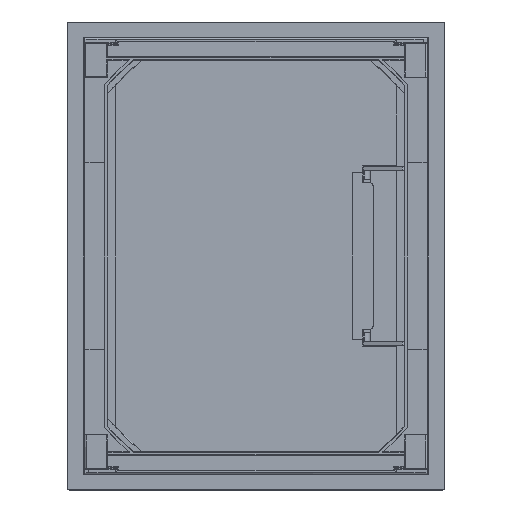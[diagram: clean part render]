
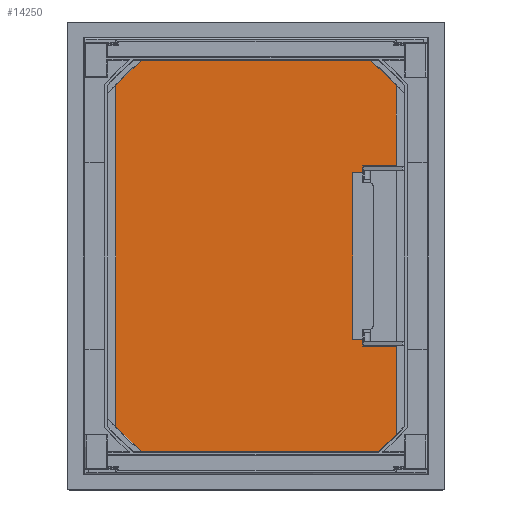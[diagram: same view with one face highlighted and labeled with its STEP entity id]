
A CAD part, front view. The second image highlights one B-rep face of the part: STEP entity #14250.
In plain terms, the highlighted planar face has unit normal (0, -1, 0).
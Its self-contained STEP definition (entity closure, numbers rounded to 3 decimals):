
#15 = LINE ( 'NONE', #9316, #11045 ) ;
#72 = CARTESIAN_POINT ( 'NONE',  ( 121.031, -11., 94.781 ) ) ;
#88 = DIRECTION ( 'NONE',  ( 0., 0., -1. ) ) ;
#104 = CARTESIAN_POINT ( 'NONE',  ( 48.25, -11., -62. ) ) ;
#174 = CARTESIAN_POINT ( 'NONE',  ( -48.25, -11., -62. ) ) ;
#178 = VERTEX_POINT ( 'NONE', #1885 ) ;
#370 = VECTOR ( 'NONE', #2580, 1000. ) ;
#436 = CARTESIAN_POINT ( 'NONE',  ( 52.25, -11., -97. ) ) ;
#618 = CARTESIAN_POINT ( 'NONE',  ( 52.25, -11., -96.316 ) ) ;
#917 = EDGE_CURVE ( 'NONE', #2122, #11595, #10549, .T. ) ;
#932 = LINE ( 'NONE', #4111, #4812 ) ;
#957 = ORIENTED_EDGE ( 'NONE', *, *, #11346, .T. ) ;
#965 = ORIENTED_EDGE ( 'NONE', *, *, #5021, .T. ) ;
#1155 =( BOUNDED_CURVE ( )  B_SPLINE_CURVE ( 3, ( #618, #14274, #5048, #6299 ),
 .UNSPECIFIED., .F., .F. ) 
 B_SPLINE_CURVE_WITH_KNOTS ( ( 4, 4 ),
 ( 4.712, 4.747 ),
 .UNSPECIFIED. ) 
 CURVE ( )  GEOMETRIC_REPRESENTATION_ITEM ( )  RATIONAL_B_SPLINE_CURVE ( ( 1., 1., 1., 1. ) ) 
 REPRESENTATION_ITEM ( '' )  );
#1180 = CARTESIAN_POINT ( 'NONE',  ( 48.25, -11., -56. ) ) ;
#1254 = EDGE_CURVE ( 'NONE', #7384, #10945, #9873, .T. ) ;
#1297 = ORIENTED_EDGE ( 'NONE', *, *, #917, .F. ) ;
#1417 = CARTESIAN_POINT ( 'NONE',  ( 121.031, -11., -96.326 ) ) ;
#1659 = DIRECTION ( 'NONE',  ( 1., 0., 0. ) ) ;
#1811 = CARTESIAN_POINT ( 'NONE',  ( -52.25, -11., -97. ) ) ;
#1885 = CARTESIAN_POINT ( 'NONE',  ( 52.25, -11., -96.326 ) ) ;
#1972 = ORIENTED_EDGE ( 'NONE', *, *, #11343, .F. ) ;
#2016 = ORIENTED_EDGE ( 'NONE', *, *, #2592, .T. ) ;
#2068 = EDGE_CURVE ( 'NONE', #10142, #9029, #13587, .T. ) ;
#2069 = PLANE ( 'NONE',  #11973 ) ;
#2122 = VERTEX_POINT ( 'NONE', #3545 ) ;
#2359 = CARTESIAN_POINT ( 'NONE',  ( 121.031, -11., 94.781 ) ) ;
#2377 = CARTESIAN_POINT ( 'NONE',  ( 52.25, -11., -62. ) ) ;
#2580 = DIRECTION ( 'NONE',  ( -1., 0., 0. ) ) ;
#2592 = EDGE_CURVE ( 'NONE', #8629, #11564, #10820, .T. ) ;
#2622 = ORIENTED_EDGE ( 'NONE', *, *, #2734, .T. ) ;
#2734 = EDGE_CURVE ( 'NONE', #11564, #14212, #14515, .T. ) ;
#2841 = DIRECTION ( 'NONE',  ( 0., 0., 1. ) ) ;
#2875 = VERTEX_POINT ( 'NONE', #104 ) ;
#2925 = CARTESIAN_POINT ( 'NONE',  ( -48.25, -11., -62. ) ) ;
#3199 = CARTESIAN_POINT ( 'NONE',  ( -52.25, -11., -96.316 ) ) ;
#3545 = CARTESIAN_POINT ( 'NONE',  ( 52.25, -11., -96.316 ) ) ;
#4111 = CARTESIAN_POINT ( 'NONE',  ( 48.25, -11., -62. ) ) ;
#4571 = ORIENTED_EDGE ( 'NONE', *, *, #5913, .T. ) ;
#4812 = VECTOR ( 'NONE', #5425, 1000. ) ;
#4846 = VECTOR ( 'NONE', #10434, 1000. ) ;
#4900 = VECTOR ( 'NONE', #2841, 1000. ) ;
#5021 = EDGE_CURVE ( 'NONE', #7664, #8629, #15, .T. ) ;
#5048 = CARTESIAN_POINT ( 'NONE',  ( 52.25, -11., -96.323 ) ) ;
#5425 = DIRECTION ( 'NONE',  ( 0., 0., 1. ) ) ;
#5759 = VECTOR ( 'NONE', #1659, 1000. ) ;
#5913 = EDGE_CURVE ( 'NONE', #2122, #178, #1155, .T. ) ;
#5982 = EDGE_CURVE ( 'NONE', #10945, #14212, #12065, .T. ) ;
#6164 = CARTESIAN_POINT ( 'NONE',  ( -52.25, -11., -96.326 ) ) ;
#6299 = CARTESIAN_POINT ( 'NONE',  ( 52.25, -11., -96.326 ) ) ;
#6375 = CARTESIAN_POINT ( 'NONE',  ( 48.25, -11., -56. ) ) ;
#6576 = VERTEX_POINT ( 'NONE', #1417 ) ;
#6637 = CARTESIAN_POINT ( 'NONE',  ( -121.031, -11., 94.781 ) ) ;
#6822 = LINE ( 'NONE', #8360, #4846 ) ;
#6857 = LINE ( 'NONE', #9216, #13342 ) ;
#7210 = DIRECTION ( 'NONE',  ( 1., 0., 0. ) ) ;
#7384 = VERTEX_POINT ( 'NONE', #174 ) ;
#7525 = CARTESIAN_POINT ( 'NONE',  ( -52.25, -11., -96.316 ) ) ;
#7583 = DIRECTION ( 'NONE',  ( -1., 0., 0. ) ) ;
#7664 = VERTEX_POINT ( 'NONE', #6637 ) ;
#7783 = VERTEX_POINT ( 'NONE', #72 ) ;
#8360 = CARTESIAN_POINT ( 'NONE',  ( 52.25, -11., -62. ) ) ;
#8378 = CARTESIAN_POINT ( 'NONE',  ( -52.25, -11., -62. ) ) ;
#8629 = VERTEX_POINT ( 'NONE', #8870 ) ;
#8746 = DIRECTION ( 'NONE',  ( 0., 0., -1. ) ) ;
#8806 = ORIENTED_EDGE ( 'NONE', *, *, #14478, .T. ) ;
#8840 = FACE_OUTER_BOUND ( 'NONE', #14002, .T. ) ;
#8870 = CARTESIAN_POINT ( 'NONE',  ( -121.031, -11., -96.326 ) ) ;
#9004 = CARTESIAN_POINT ( 'NONE',  ( -52.25, -11., -96.326 ) ) ;
#9029 = VERTEX_POINT ( 'NONE', #14044 ) ;
#9216 = CARTESIAN_POINT ( 'NONE',  ( -122.866, -11., 94.781 ) ) ;
#9285 = VECTOR ( 'NONE', #8746, 1000. ) ;
#9316 = CARTESIAN_POINT ( 'NONE',  ( -121.031, -11., -96.616 ) ) ;
#9759 = EDGE_CURVE ( 'NONE', #9029, #7384, #13261, .T. ) ;
#9812 = VECTOR ( 'NONE', #7583, 1000. ) ;
#9851 = EDGE_CURVE ( 'NONE', #2875, #10142, #932, .T. ) ;
#9873 = LINE ( 'NONE', #13275, #9812 ) ;
#10142 = VERTEX_POINT ( 'NONE', #6375 ) ;
#10170 = DIRECTION ( 'NONE',  ( -1., 0., 0. ) ) ;
#10398 = ORIENTED_EDGE ( 'NONE', *, *, #9851, .F. ) ;
#10416 = ORIENTED_EDGE ( 'NONE', *, *, #9759, .F. ) ;
#10434 = DIRECTION ( 'NONE',  ( -1., 0., 0. ) ) ;
#10504 = LINE ( 'NONE', #13911, #5759 ) ;
#10549 = LINE ( 'NONE', #436, #10965 ) ;
#10820 = LINE ( 'NONE', #6164, #14289 ) ;
#10945 = VERTEX_POINT ( 'NONE', #8378 ) ;
#10965 = VECTOR ( 'NONE', #11528, 1000. ) ;
#11041 = ORIENTED_EDGE ( 'NONE', *, *, #5982, .F. ) ;
#11045 = VECTOR ( 'NONE', #88, 1000. ) ;
#11103 = CARTESIAN_POINT ( 'NONE',  ( -52.25, -11., -96.319 ) ) ;
#11343 = EDGE_CURVE ( 'NONE', #11595, #2875, #6822, .T. ) ;
#11346 = EDGE_CURVE ( 'NONE', #178, #6576, #10504, .T. ) ;
#11353 = ORIENTED_EDGE ( 'NONE', *, *, #1254, .F. ) ;
#11528 = DIRECTION ( 'NONE',  ( 0., 0., 1. ) ) ;
#11541 = VECTOR ( 'NONE', #11851, 1000. ) ;
#11564 = VERTEX_POINT ( 'NONE', #9004 ) ;
#11595 = VERTEX_POINT ( 'NONE', #2377 ) ;
#11851 = DIRECTION ( 'NONE',  ( 0., 0., -1. ) ) ;
#11973 = AXIS2_PLACEMENT_3D ( 'NONE', #12179, #14385, #13434 ) ;
#12065 = LINE ( 'NONE', #1811, #11541 ) ;
#12078 = CARTESIAN_POINT ( 'NONE',  ( -52.25, -11., -96.323 ) ) ;
#12179 = CARTESIAN_POINT ( 'NONE',  ( -123.25, -11., 97. ) ) ;
#12223 = CARTESIAN_POINT ( 'NONE',  ( -52.25, -11., -96.326 ) ) ;
#12827 = ORIENTED_EDGE ( 'NONE', *, *, #14457, .T. ) ;
#13261 = LINE ( 'NONE', #2925, #9285 ) ;
#13275 = CARTESIAN_POINT ( 'NONE',  ( 52.25, -11., -62. ) ) ;
#13342 = VECTOR ( 'NONE', #10170, 1000. ) ;
#13402 = ORIENTED_EDGE ( 'NONE', *, *, #2068, .F. ) ;
#13434 = DIRECTION ( 'NONE',  ( 0., 0., 1. ) ) ;
#13587 = LINE ( 'NONE', #1180, #370 ) ;
#13663 = LINE ( 'NONE', #2359, #4900 ) ;
#13911 = CARTESIAN_POINT ( 'NONE',  ( 121.031, -11., -96.326 ) ) ;
#14002 = EDGE_LOOP ( 'NONE', ( #965, #2016, #2622, #11041, #11353, #10416, #13402, #10398, #1972, #1297, #4571, #957, #12827, #8806 ) ) ;
#14044 = CARTESIAN_POINT ( 'NONE',  ( -48.25, -11., -56. ) ) ;
#14212 = VERTEX_POINT ( 'NONE', #7525 ) ;
#14250 = ADVANCED_FACE ( 'NONE', ( #8840 ), #2069, .F. ) ;
#14274 = CARTESIAN_POINT ( 'NONE',  ( 52.25, -11., -96.319 ) ) ;
#14289 = VECTOR ( 'NONE', #7210, 1000. ) ;
#14385 = DIRECTION ( 'NONE',  ( 0., 1., 0. ) ) ;
#14457 = EDGE_CURVE ( 'NONE', #6576, #7783, #13663, .T. ) ;
#14478 = EDGE_CURVE ( 'NONE', #7783, #7664, #6857, .T. ) ;
#14515 =( BOUNDED_CURVE ( )  B_SPLINE_CURVE ( 3, ( #12223, #12078, #11103, #3199 ),
 .UNSPECIFIED., .F., .F. ) 
 B_SPLINE_CURVE_WITH_KNOTS ( ( 4, 4 ),
 ( 4.677, 4.712 ),
 .UNSPECIFIED. ) 
 CURVE ( )  GEOMETRIC_REPRESENTATION_ITEM ( )  RATIONAL_B_SPLINE_CURVE ( ( 1., 1., 1., 1. ) ) 
 REPRESENTATION_ITEM ( '' )  );
